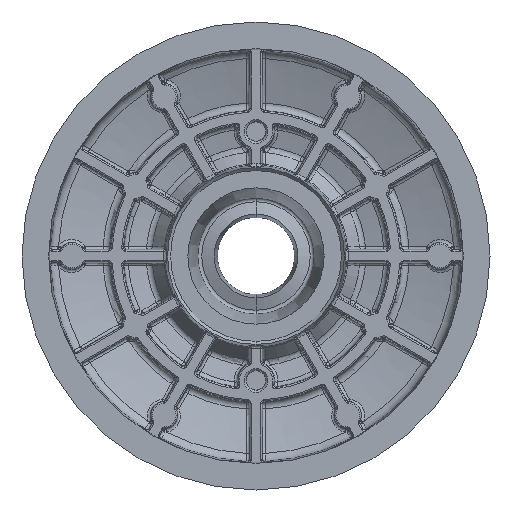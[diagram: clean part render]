
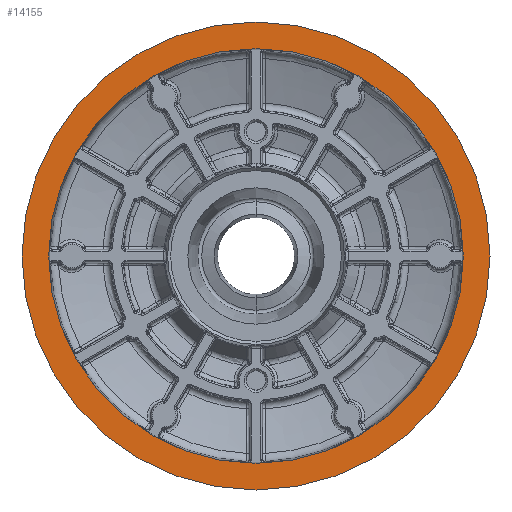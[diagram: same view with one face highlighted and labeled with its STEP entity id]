
A CAD part, front view. The second image highlights one B-rep face of the part: STEP entity #14155.
In plain terms, the highlighted planar face has unit normal (0, -1, 0).
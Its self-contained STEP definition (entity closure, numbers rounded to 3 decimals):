
#697 = AXIS2_PLACEMENT_3D ( 'NONE', #19942, #2773, #22833 ) ;
#2351 = CIRCLE ( 'NONE', #697, 39.5 ) ;
#2474 = VERTEX_POINT ( 'NONE', #15822 ) ;
#2499 = DIRECTION ( 'NONE',  ( 0., 0., -1. ) ) ;
#2773 = DIRECTION ( 'NONE',  ( 0., -1., 0. ) ) ;
#3651 = VERTEX_POINT ( 'NONE', #21534 ) ;
#6208 = AXIS2_PLACEMENT_3D ( 'NONE', #16656, #36688, #19542 ) ;
#7481 = PLANE ( 'NONE',  #22733 ) ;
#7595 = DIRECTION ( 'NONE',  ( 0., 0., 1. ) ) ;
#7779 = CIRCLE ( 'NONE', #20833, 39.5 ) ;
#8547 = ORIENTED_EDGE ( 'NONE', *, *, #31053, .F. ) ;
#9794 = AXIS2_PLACEMENT_3D ( 'NONE', #36771, #19648, #2499 ) ;
#9802 = DIRECTION ( 'NONE',  ( 0., -1., 0. ) ) ;
#11674 = CIRCLE ( 'NONE', #6208, 35. ) ;
#12230 = EDGE_LOOP ( 'NONE', ( #21346, #25790 ) ) ;
#12519 = EDGE_CURVE ( 'NONE', #2474, #3651, #7779, .T. ) ;
#13051 = CARTESIAN_POINT ( 'NONE',  ( 0., 0., 35. ) ) ;
#14155 = ADVANCED_FACE ( 'NONE', ( #23461, #14908 ), #7481, .F. ) ;
#14908 = FACE_BOUND ( 'NONE', #24127, .T. ) ;
#15045 = EDGE_CURVE ( 'NONE', #3651, #2474, #2351, .T. ) ;
#15805 = EDGE_CURVE ( 'NONE', #28889, #36540, #11674, .T. ) ;
#15822 = CARTESIAN_POINT ( 'NONE',  ( 0., 0., -39.5 ) ) ;
#16118 = CARTESIAN_POINT ( 'NONE',  ( -14.932, 0., 0. ) ) ;
#16656 = CARTESIAN_POINT ( 'NONE',  ( 0., 0., 0. ) ) ;
#19542 = DIRECTION ( 'NONE',  ( 0., 0., -1. ) ) ;
#19648 = DIRECTION ( 'NONE',  ( 0., -1., 0. ) ) ;
#19942 = CARTESIAN_POINT ( 'NONE',  ( 0., 0., 0. ) ) ;
#20833 = AXIS2_PLACEMENT_3D ( 'NONE', #27027, #9802, #29873 ) ;
#21346 = ORIENTED_EDGE ( 'NONE', *, *, #12519, .T. ) ;
#21534 = CARTESIAN_POINT ( 'NONE',  ( 0., 0., 39.5 ) ) ;
#22557 = ORIENTED_EDGE ( 'NONE', *, *, #15805, .F. ) ;
#22733 = AXIS2_PLACEMENT_3D ( 'NONE', #16118, #24785, #7595 ) ;
#22833 = DIRECTION ( 'NONE',  ( 0., 0., -1. ) ) ;
#23461 = FACE_OUTER_BOUND ( 'NONE', #12230, .T. ) ;
#24127 = EDGE_LOOP ( 'NONE', ( #22557, #8547 ) ) ;
#24785 = DIRECTION ( 'NONE',  ( 0., 1., 0. ) ) ;
#25790 = ORIENTED_EDGE ( 'NONE', *, *, #15045, .T. ) ;
#27027 = CARTESIAN_POINT ( 'NONE',  ( 0., 0., 0. ) ) ;
#27536 = CIRCLE ( 'NONE', #9794, 35. ) ;
#28889 = VERTEX_POINT ( 'NONE', #29832 ) ;
#29832 = CARTESIAN_POINT ( 'NONE',  ( 0., 0., -35. ) ) ;
#29873 = DIRECTION ( 'NONE',  ( 0., 0., -1. ) ) ;
#31053 = EDGE_CURVE ( 'NONE', #36540, #28889, #27536, .T. ) ;
#36540 = VERTEX_POINT ( 'NONE', #13051 ) ;
#36688 = DIRECTION ( 'NONE',  ( 0., -1., 0. ) ) ;
#36771 = CARTESIAN_POINT ( 'NONE',  ( 0., 0., 0. ) ) ;
